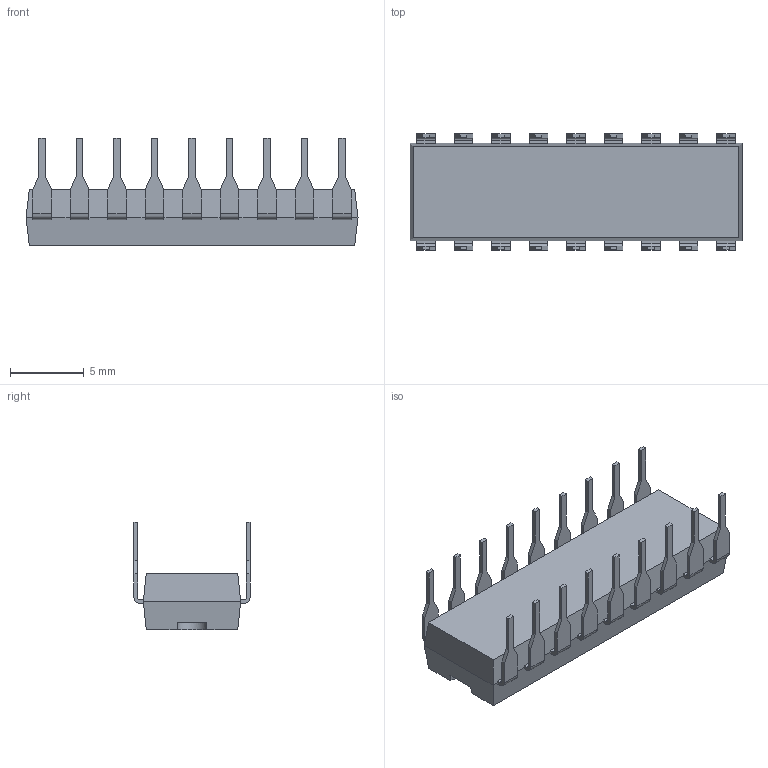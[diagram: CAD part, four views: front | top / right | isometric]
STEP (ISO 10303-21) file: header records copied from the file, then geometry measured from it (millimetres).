
FILE_DESCRIPTION (( 'STEP AP214' ), '1' );
FILE_NAME ('DIP18.STEP', '2015-11-21T17:00:25', ( '' ), ( '' ), 'SwSTEP 2.0', 'SolidWorks 2013', '' );
FILE_SCHEMA (( 'AUTOMOTIVE_DESIGN' ));
Length unit declared in the file: millimetre
Products named in the file (1): DIP18
Bounding box: 22.5 x 7.87 x 7.3 mm (x, y, z)
Volume: 562.7 mm3; surface area: 717.3 mm2
Topology: 1 solids, 1 shells, 246 faces, 728 edges, 484 vertices
Faces by surface type: plane 209, cylinder 37
Entity records: 10722 total; most frequent: CARTESIAN_POINT 1465, ORIENTED_EDGE 1456, DIRECTION 1294, EDGE_CURVE 728, LINE 652, VECTOR 652, VERTEX_POINT 484, AXIS2_PLACEMENT_3D 321
